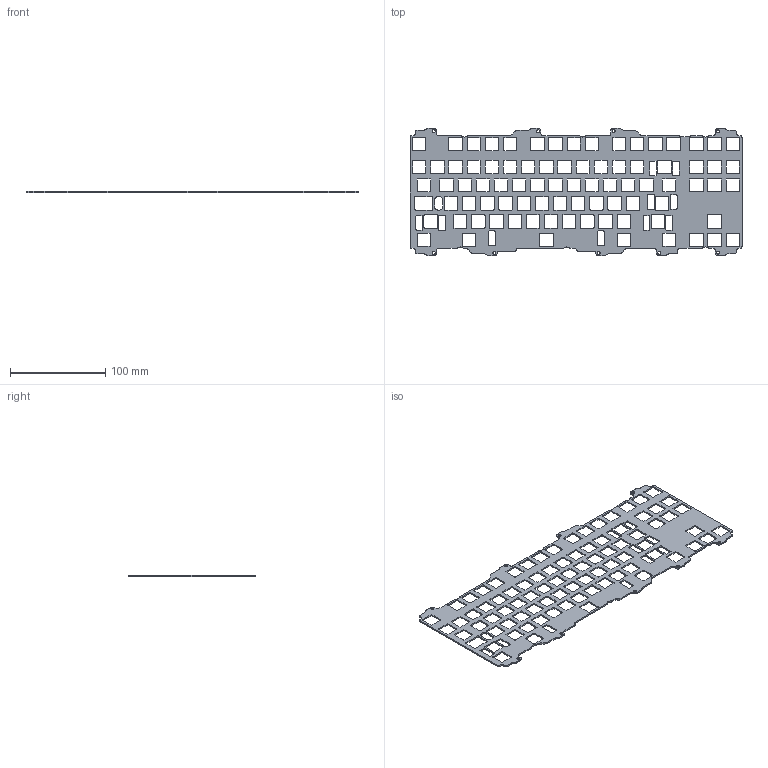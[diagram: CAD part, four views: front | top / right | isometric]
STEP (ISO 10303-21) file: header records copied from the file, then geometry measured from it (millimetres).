
FILE_DESCRIPTION(/* description */ (''),/* implementation_level */ '2;1');
FILE_NAME(/* name */ 'GEHIRN_ANSI_PLASTIC_PLATE v1.step',/* time_stamp */ '2024-01-19T16:16:10+02:00',/* author */ (''),/* organization */ (''),/* preprocessor_version */ 'ST-DEVELOPER v20',/* originating_system */ 'Autodesk Translation Framework v12.14.0.127',/* authorisation */ '');
FILE_SCHEMA (('AUTOMOTIVE_DESIGN { 1 0 10303 214 3 1 1 }'));
Length unit declared in the file: millimetre
Products named in the file (1): GEHIRN_ANSI_TOP_MOUNT_ONLY_PLATE
Bounding box: 348.11 x 133.48 x 1.5 mm (x, y, z)
Volume: 37443.6 mm3; surface area: 59246.3 mm2
Topology: 1 solids, 1 shells, 911 faces, 2727 edges, 1818 vertices
Faces by surface type: cylinder 472, plane 439
Full cylindrical faces by diameter (mm): 3.2 x9
Entity records: 31421 total; most frequent: DIRECTION 5495, CARTESIAN_POINT 5457, ORIENTED_EDGE 5454, EDGE_CURVE 2727, AXIS2_PLACEMENT_3D 1856, VERTEX_POINT 1818, LINE 1783, VECTOR 1783
